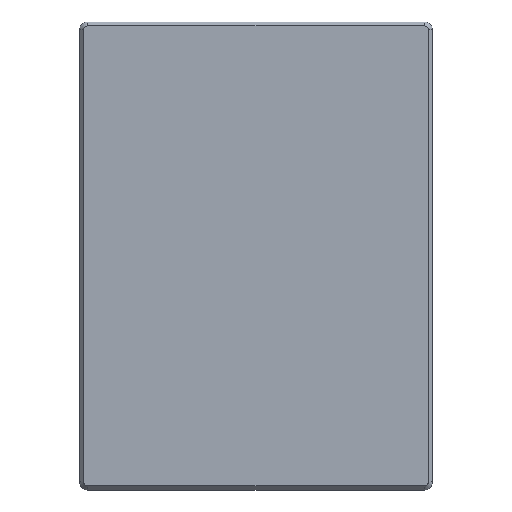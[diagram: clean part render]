
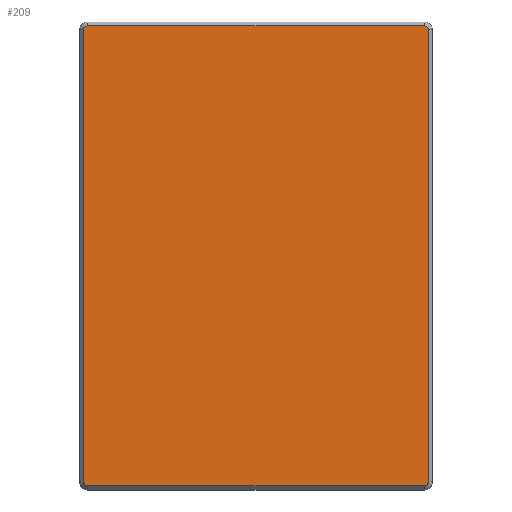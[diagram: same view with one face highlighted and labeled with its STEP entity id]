
A CAD part, top view. The second image highlights one B-rep face of the part: STEP entity #209.
In plain terms, the highlighted planar face has unit normal (0, 0, 1).
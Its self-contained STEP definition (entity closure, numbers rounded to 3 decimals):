
#7 = CARTESIAN_POINT ( 'NONE',  ( -1.1, 28.856, 110.65 ) ) ;
#10 = EDGE_CURVE ( 'NONE', #976, #538, #733, .T. ) ;
#13 = DIRECTION ( 'NONE',  ( 0., 1., 0. ) ) ;
#22 = DIRECTION ( 'NONE',  ( 1., 0., 0. ) ) ;
#29 = FACE_OUTER_BOUND ( 'NONE', #1304, .T. ) ;
#35 = EDGE_CURVE ( 'NONE', #1200, #780, #1279, .T. ) ;
#41 = LINE ( 'NONE', #569, #310 ) ;
#47 = EDGE_CURVE ( 'NONE', #367, #1041, #1005, .T. ) ;
#86 = ORIENTED_EDGE ( 'NONE', *, *, #10, .T. ) ;
#129 = CARTESIAN_POINT ( 'NONE',  ( -21.631, 0.629, 110.65 ) ) ;
#176 = EDGE_CURVE ( 'NONE', #1270, #538, #1021, .T. ) ;
#185 = EDGE_CURVE ( 'NONE', #1200, #1041, #335, .T. ) ;
#209 = ADVANCED_FACE ( 'NONE', ( #29 ), #1066, .T. ) ;
#217 = DIRECTION ( 'NONE',  ( 0., 0., -1. ) ) ;
#221 = DIRECTION ( 'NONE',  ( 0., 0., 1. ) ) ;
#225 = DIRECTION ( 'NONE',  ( 0., 1., 0. ) ) ;
#257 = CARTESIAN_POINT ( 'NONE',  ( -21.631, 28.356, 110.65 ) ) ;
#291 = AXIS2_PLACEMENT_3D ( 'NONE', #835, #325, #746 ) ;
#305 = DIRECTION ( 'NONE',  ( 0., 1., 0. ) ) ;
#310 = VECTOR ( 'NONE', #958, 1000. ) ;
#325 = DIRECTION ( 'NONE',  ( 0., 0., -1. ) ) ;
#335 = LINE ( 'NONE', #7, #686 ) ;
#357 = AXIS2_PLACEMENT_3D ( 'NONE', #645, #934, #305 ) ;
#367 = VERTEX_POINT ( 'NONE', #257 ) ;
#381 = CARTESIAN_POINT ( 'NONE',  ( 21.631, -28.356, 110.65 ) ) ;
#433 = DIRECTION ( 'NONE',  ( 1., 0., 0. ) ) ;
#434 = DIRECTION ( 'NONE',  ( -1., 0., 0. ) ) ;
#469 = CARTESIAN_POINT ( 'NONE',  ( 21.631, 28.356, 110.65 ) ) ;
#538 = VERTEX_POINT ( 'NONE', #1248 ) ;
#542 = CARTESIAN_POINT ( 'NONE',  ( -21.131, 28.356, 110.65 ) ) ;
#543 = CARTESIAN_POINT ( 'NONE',  ( 21.131, -28.356, 110.65 ) ) ;
#569 = CARTESIAN_POINT ( 'NONE',  ( 21.631, 0.629, 110.65 ) ) ;
#589 = EDGE_CURVE ( 'NONE', #976, #1071, #1000, .T. ) ;
#622 = CARTESIAN_POINT ( 'NONE',  ( -21.131, 28.856, 110.65 ) ) ;
#625 = ORIENTED_EDGE ( 'NONE', *, *, #589, .F. ) ;
#645 = CARTESIAN_POINT ( 'NONE',  ( -21.131, -28.356, 110.65 ) ) ;
#686 = VECTOR ( 'NONE', #434, 1000. ) ;
#693 = ORIENTED_EDGE ( 'NONE', *, *, #1199, .T. ) ;
#710 = AXIS2_PLACEMENT_3D ( 'NONE', #542, #217, #225 ) ;
#733 = LINE ( 'NONE', #1350, #916 ) ;
#739 = ORIENTED_EDGE ( 'NONE', *, *, #185, .T. ) ;
#746 = DIRECTION ( 'NONE',  ( 0., 1., 0. ) ) ;
#751 = AXIS2_PLACEMENT_3D ( 'NONE', #963, #221, #22 ) ;
#780 = VERTEX_POINT ( 'NONE', #469 ) ;
#826 = EDGE_CURVE ( 'NONE', #1270, #780, #41, .T. ) ;
#835 = CARTESIAN_POINT ( 'NONE',  ( 21.131, 28.356, 110.65 ) ) ;
#891 = AXIS2_PLACEMENT_3D ( 'NONE', #543, #954, #13 ) ;
#916 = VECTOR ( 'NONE', #433, 1000. ) ;
#934 = DIRECTION ( 'NONE',  ( 0., 0., -1. ) ) ;
#954 = DIRECTION ( 'NONE',  ( 0., 0., -1. ) ) ;
#955 = DIRECTION ( 'NONE',  ( 0., -1., 0. ) ) ;
#958 = DIRECTION ( 'NONE',  ( 0., 1., 0. ) ) ;
#963 = CARTESIAN_POINT ( 'NONE',  ( -1.1, 0.629, 110.65 ) ) ;
#964 = LINE ( 'NONE', #129, #1112 ) ;
#976 = VERTEX_POINT ( 'NONE', #1222 ) ;
#982 = ORIENTED_EDGE ( 'NONE', *, *, #826, .T. ) ;
#1000 = CIRCLE ( 'NONE', #357, 0.5 ) ;
#1005 = CIRCLE ( 'NONE', #710, 0.5 ) ;
#1021 = CIRCLE ( 'NONE', #891, 0.5 ) ;
#1025 = CARTESIAN_POINT ( 'NONE',  ( -21.631, -28.356, 110.65 ) ) ;
#1041 = VERTEX_POINT ( 'NONE', #622 ) ;
#1066 = PLANE ( 'NONE',  #751 ) ;
#1071 = VERTEX_POINT ( 'NONE', #1025 ) ;
#1112 = VECTOR ( 'NONE', #955, 1000. ) ;
#1199 = EDGE_CURVE ( 'NONE', #367, #1071, #964, .T. ) ;
#1200 = VERTEX_POINT ( 'NONE', #1283 ) ;
#1222 = CARTESIAN_POINT ( 'NONE',  ( -21.131, -28.856, 110.65 ) ) ;
#1225 = ORIENTED_EDGE ( 'NONE', *, *, #176, .F. ) ;
#1248 = CARTESIAN_POINT ( 'NONE',  ( 21.131, -28.856, 110.65 ) ) ;
#1270 = VERTEX_POINT ( 'NONE', #381 ) ;
#1279 = CIRCLE ( 'NONE', #291, 0.5 ) ;
#1283 = CARTESIAN_POINT ( 'NONE',  ( 21.131, 28.856, 110.65 ) ) ;
#1304 = EDGE_LOOP ( 'NONE', ( #1312, #739, #1368, #693, #625, #86, #1225, #982 ) ) ;
#1312 = ORIENTED_EDGE ( 'NONE', *, *, #35, .F. ) ;
#1350 = CARTESIAN_POINT ( 'NONE',  ( -1.1, -28.856, 110.65 ) ) ;
#1368 = ORIENTED_EDGE ( 'NONE', *, *, #47, .F. ) ;
